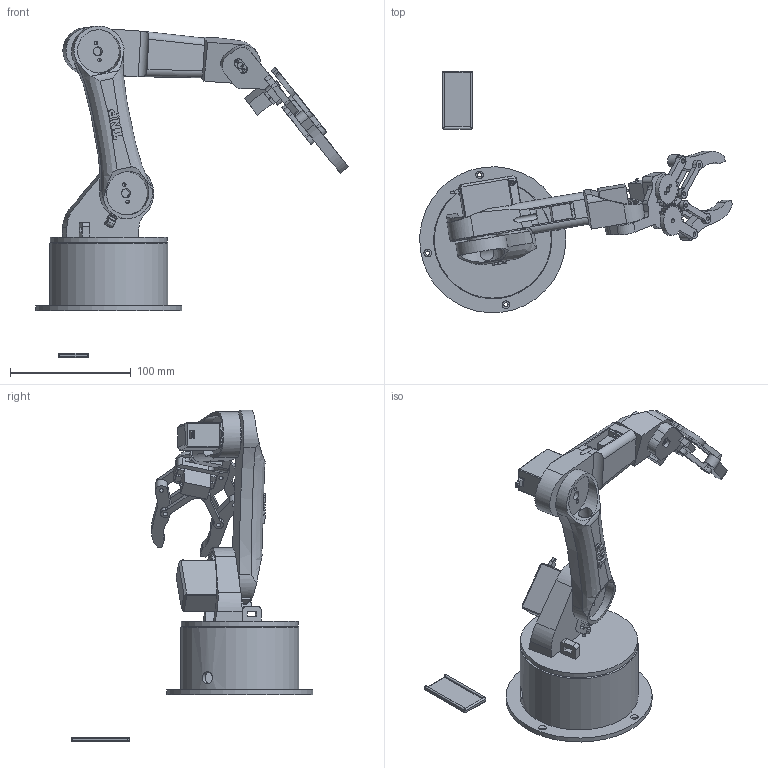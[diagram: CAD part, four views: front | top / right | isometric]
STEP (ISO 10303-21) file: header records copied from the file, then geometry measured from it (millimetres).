
FILE_DESCRIPTION(/* description */ ('STEP AP214'),/* implementation_level */ '2;1');
FILE_NAME(/* name */ 'Robotic Arm tnp.step',/* time_stamp */ '2025-09-01T21:00:25+05:30',/* author */ (''),/* organization */ (''),/* preprocessor_version */ 'ST-DEVELOPER v20.1',/* originating_system */ 'Autodesk Translation Framework v14.10.0.0',/* authorisation */ '');
FILE_SCHEMA (('AUTOMOTIVE_DESIGN { 1 0 10303 214 3 1 1 }'));
Length unit declared in the file: millimetre
Products named in the file (14): Robotic Arm 3D Model; Base; Waist; Arm 01; Arm 02 v3; Arm 03; Gripper Assembly; gear1; gear2; Gripper base; Gripper 1; grip link 1; Servo Motor MG996R; Servo Motor Micro  9g
Assembly tree (21 placements, depth 3):
  Robotic Arm 3D Model
    Base
    Servo Motor MG996R  x3
    Waist
    Servo Motor Micro  9g  x2
    Arm 01
    Arm 02 v3
    Arm 03
    Gripper Assembly
      gear1
      gear2
      grip link 1  x4
      Gripper base
      Gripper 1  x2
      Servo Motor Micro  9g
Bounding box: 259.16 x 200.39 x 275.2 mm (x, y, z)
Volume: 483075 mm3; surface area: 190588.2 mm2
Topology: 49 solids, 52 shells, 1043 faces, 2550 edges, 1644 vertices
Faces by surface type: plane 552, cylinder 415, bspline 56, sphere 10, torus 6, cone 4
Full cylindrical faces by diameter (mm): 1.2 x9, 1.5 x45, 2 x4, 2.2 x6, 2.5 x3, 2.6 x18, 3 x6, 3.4 x4, 3.5 x18, 4.8 x1, 5 x5, 6 x3, 7.5 x3, 10 x1, 10.7 x3, 10.8 x1, 11.5 x1, 13 x5, 18 x2, 21 x3, 36 x2, 90 x1, 97 x1, 98 x1, 121.25 x1
Entity records: 22472 total; most frequent: CARTESIAN_POINT 5760, DIRECTION 3432, ORIENTED_EDGE 3282, EDGE_CURVE 1641, AXIS2_PLACEMENT_3D 1245, VERTEX_POINT 1072, LINE 942, VECTOR 942
